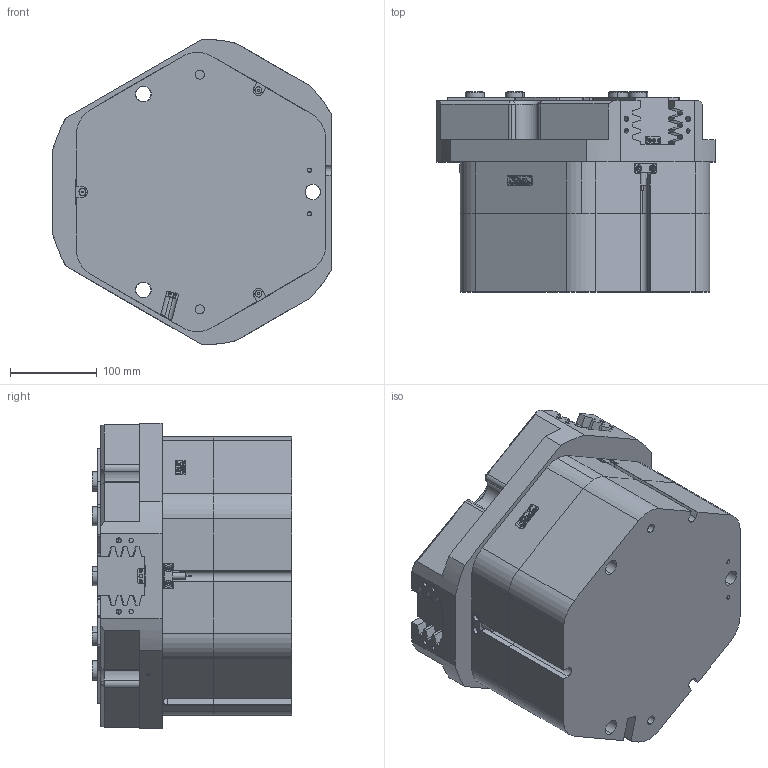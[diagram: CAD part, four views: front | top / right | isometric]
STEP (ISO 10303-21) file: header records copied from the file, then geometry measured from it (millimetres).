
FILE_DESCRIPTION (( 'STEP AP203' ), '1' );
FILE_NAME ('FZ220-352-S-NC.STEP', '2024-12-20T07:27:56', ( 'USER-' ), ( 'Microsoft' ), 'SwSTEP 2.0', 'SolidWorks 2018', '' );
FILE_SCHEMA (( 'CONFIG_CONTROL_DESIGN' ));
Length unit declared in the file: millimetre
Products named in the file (14): TZT220-352-M-01 褲极; 昹親棠覜羲壽; 湮酴-S; TZT220-352-M-05-NC 晊扥极; ﾏ擎ﾗ22｡ﾁ18｡ﾁ14; TZT220-352-M-06 笢猾啣-S-1; TZT220-352-M-02 賑輸-S-1; FZ220-352-S-NC; 32x12-R2; TZT220-352-S; TR300-15-1晚假蚾輸-S-1; 埴翐芛_GB_FASTENER_SCREWS_HSHCS M2X8-N; 电容传感器-S; 錨璃18^TZT220-352-S
Assembly tree (31 placements, depth 3):
  FZ220-352-S-NC
    TZT220-352-S
      TZT220-352-M-02 賑輸-S-1  x3
      TR300-15-1晚假蚾輸-S-1  x3
      TZT220-352-M-01 褲极
      TZT220-352-M-06 笢猾啣-S-1
      电容传感器-S  x3
      湮酴-S  x3
      埴翐芛_GB_FASTENER_SCREWS_HSHCS M2X8-N  x6
      32x12-R2
      昹親棠覜羲壽  x2
      ﾏ擎ﾗ22｡ﾁ18｡ﾁ14  x6
    TZT220-352-M-05-NC 晊扥极
  錨璃18^TZT220-352-S
Bounding box: 320 x 230 x 351.96 mm (x, y, z)
Volume: 15772224 mm3; surface area: 918323.6 mm2
Topology: 39 solids, 41 shells, 1927 faces, 4899 edges, 3089 vertices
Faces by surface type: plane 986, cylinder 512, cone 260, bspline 157, torus 12
Entity records: 49676 total; most frequent: CARTESIAN_POINT 14169, ORIENTED_EDGE 7130, DIRECTION 6637, EDGE_CURVE 3565, LINE 2327, VECTOR 2327, VERTEX_POINT 2292, AXIS2_PLACEMENT_3D 2155
